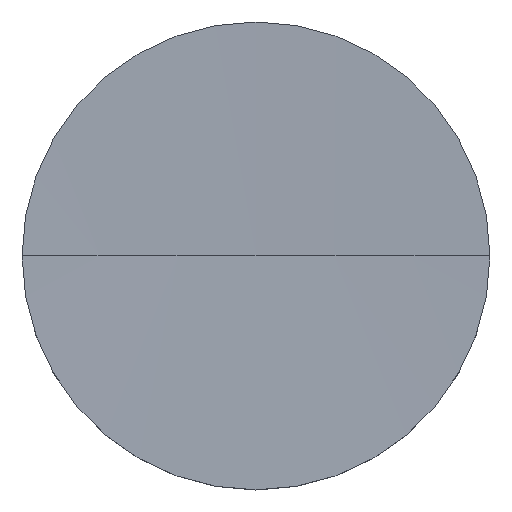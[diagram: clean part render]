
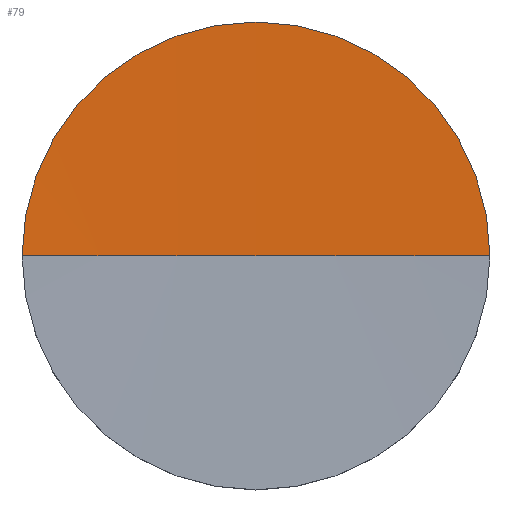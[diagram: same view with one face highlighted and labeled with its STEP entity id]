
A CAD part, top view. The second image highlights one B-rep face of the part: STEP entity #79.
In plain terms, the highlighted spherical face has radius 1500 mm.
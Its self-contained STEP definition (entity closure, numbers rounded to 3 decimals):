
#5 = AXIS2_PLACEMENT_3D ( 'NONE', #62, #162, #130 ) ;
#12 = CIRCLE ( 'NONE', #5, 1500. ) ;
#15 = SPHERICAL_SURFACE ( 'NONE', #59, 1500. ) ;
#29 = CIRCLE ( 'NONE', #105, 1500. ) ;
#33 = DIRECTION ( 'NONE',  ( 1., 0., 0. ) ) ;
#36 = DIRECTION ( 'NONE',  ( 0., 0., -1. ) ) ;
#52 = EDGE_LOOP ( 'NONE', ( #63, #92, #147 ) ) ;
#59 = AXIS2_PLACEMENT_3D ( 'NONE', #142, #172, #33 ) ;
#60 = CARTESIAN_POINT ( 'NONE',  ( 0., 0., 12.216 ) ) ;
#62 = CARTESIAN_POINT ( 'NONE',  ( 0., 0., 1512.216 ) ) ;
#63 = ORIENTED_EDGE ( 'NONE', *, *, #107, .F. ) ;
#67 = CARTESIAN_POINT ( 'NONE',  ( -38.1, 0., 12.7 ) ) ;
#76 = FACE_OUTER_BOUND ( 'NONE', #52, .T. ) ;
#79 = ADVANCED_FACE ( 'NONE', ( #76 ), #15, .F. ) ;
#92 = ORIENTED_EDGE ( 'NONE', *, *, #161, .T. ) ;
#96 = DIRECTION ( 'NONE',  ( 1., 0., 0. ) ) ;
#101 = VERTEX_POINT ( 'NONE', #60 ) ;
#105 = AXIS2_PLACEMENT_3D ( 'NONE', #174, #133, #159 ) ;
#107 = EDGE_CURVE ( 'NONE', #177, #179, #148, .T. ) ;
#130 = DIRECTION ( 'NONE',  ( 0., 0., 1. ) ) ;
#133 = DIRECTION ( 'NONE',  ( 0., -1., 0. ) ) ;
#142 = CARTESIAN_POINT ( 'NONE',  ( 0., 0., 1512.216 ) ) ;
#147 = ORIENTED_EDGE ( 'NONE', *, *, #168, .F. ) ;
#148 = CIRCLE ( 'NONE', #195, 38.1 ) ;
#149 = CARTESIAN_POINT ( 'NONE',  ( 38.1, 0., 12.7 ) ) ;
#159 = DIRECTION ( 'NONE',  ( 1., 0., 0. ) ) ;
#161 = EDGE_CURVE ( 'NONE', #177, #101, #29, .T. ) ;
#162 = DIRECTION ( 'NONE',  ( 0., 1., 0. ) ) ;
#168 = EDGE_CURVE ( 'NONE', #179, #101, #12, .T. ) ;
#172 = DIRECTION ( 'NONE',  ( 0., -1., 0. ) ) ;
#174 = CARTESIAN_POINT ( 'NONE',  ( 0., 0., 1512.216 ) ) ;
#177 = VERTEX_POINT ( 'NONE', #67 ) ;
#179 = VERTEX_POINT ( 'NONE', #149 ) ;
#189 = CARTESIAN_POINT ( 'NONE',  ( 0., 0., 12.7 ) ) ;
#195 = AXIS2_PLACEMENT_3D ( 'NONE', #189, #36, #96 ) ;
